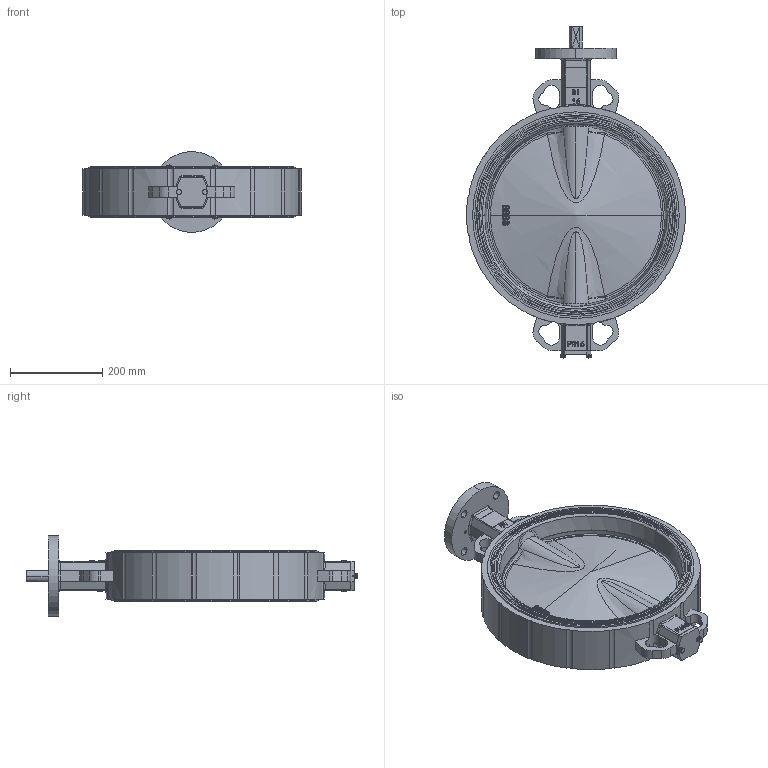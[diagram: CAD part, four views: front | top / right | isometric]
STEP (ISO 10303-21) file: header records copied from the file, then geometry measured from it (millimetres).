
FILE_DESCRIPTION (( 'STEP AP214' ), '1' );
FILE_NAME ('B20W-SX-PN10-DN400-00装配体弹性挡圈.STEP', '2022-10-08T06:16:02', ( '微软用户' ), ( '微软中国' ), 'SwSTEP 2.0', 'SolidWorks 2021', '' );
FILE_SCHEMA (( 'AUTOMOTIVE_DESIGN' ));
Length unit declared in the file: millimetre
Products named in the file (18): B20W-SX-PN10-DN400-06菁傷裔; B20W-SX-PN10-DN400-04概釱; B20W-SX-PN10-DN400-02概啣; roundwire snap rings for shaft gb_GB_CONNECTING_PIECE_RINGS_RSRS 32; B20W-SX-PN10-DN400-08傻粣杶; hex head bolts-full thread grade c gb_GB_FASTENER_BOLT_HHBFTC M6X16-N; B20W-SX-PN10-DN400-01阀体弹性挡圈; B20W-SX-PN10-DN400-07底端O形圈; B20W-SX-PN10-DN400-12轴用弹性挡圈; B20W-SX-PN10-DN400-03A奻概粣; spring lock washers--normal type gb_GB_FASTENER_WASHER_SW 6; B20W-SX-PN10-DN400-03B狟概粣; B20W-SX-PN10-DN400-10躇猾蝶杶; plain washers--product grade c gb_GB_FASTENER_WASHER_SMWC 6; B20W-SX-PN10-DN400-00装配体弹性挡圈; B20W-SX-PN10-DN400-09酗粣杶; B20W-SX-PN10-DN400-13孔用弹性挡圈; B20W-SX-PN10-DN400-11沺え
Assembly tree (24 placements, depth 2):
  B20W-SX-PN10-DN400-00装配体弹性挡圈
    B20W-SX-PN10-DN400-01阀体弹性挡圈
    B20W-SX-PN10-DN400-04概釱
    B20W-SX-PN10-DN400-02概啣
    B20W-SX-PN10-DN400-03B狟概粣
    roundwire snap rings for shaft gb_GB_CONNECTING_PIECE_RINGS_RSRS 32
    B20W-SX-PN10-DN400-06菁傷裔
    B20W-SX-PN10-DN400-07底端O形圈
    plain washers--product grade c gb_GB_FASTENER_WASHER_SMWC 6  x2
    spring lock washers--normal type gb_GB_FASTENER_WASHER_SW 6  x2
    hex head bolts-full thread grade c gb_GB_FASTENER_BOLT_HHBFTC M6X16-N  x2
    B20W-SX-PN10-DN400-03A奻概粣
    B20W-SX-PN10-DN400-08傻粣杶  x4
    B20W-SX-PN10-DN400-09酗粣杶
    B20W-SX-PN10-DN400-10躇猾蝶杶
    B20W-SX-PN10-DN400-11沺え  x2
    B20W-SX-PN10-DN400-12轴用弹性挡圈
    B20W-SX-PN10-DN400-13孔用弹性挡圈
Bounding box: 473.61 x 718.9 x 175 mm (x, y, z)
Volume: 9732077.5 mm3; surface area: 1543107.5 mm2
Topology: 24 solids, 24 shells, 1164 faces, 2901 edges, 1819 vertices
Faces by surface type: plane 406, cylinder 325, bspline 185, cone 138, torus 106, sphere 4
Entity records: 54219 total; most frequent: CARTESIAN_POINT 25026, ORIENTED_EDGE 5342, DIRECTION 4877, EDGE_CURVE 2671, AXIS2_PLACEMENT_3D 1822, VERTEX_POINT 1701, VECTOR 1233, LINE 1233
